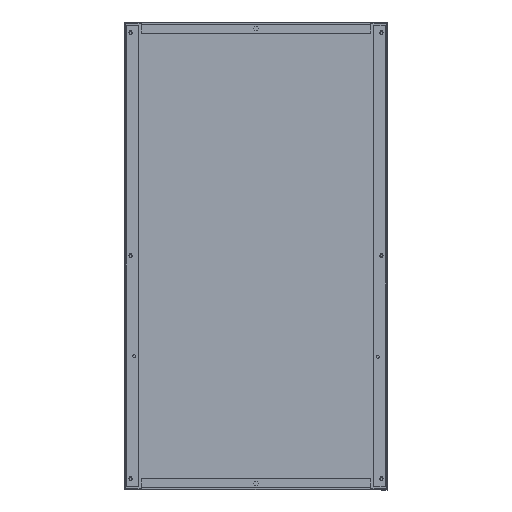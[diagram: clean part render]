
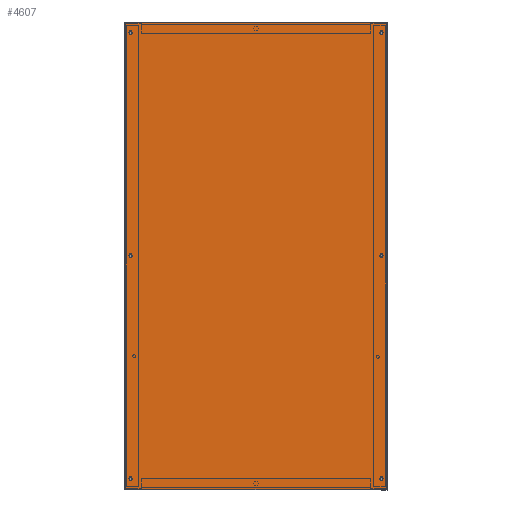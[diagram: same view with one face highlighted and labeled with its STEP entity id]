
A CAD part, top view. The second image highlights one B-rep face of the part: STEP entity #4607.
In plain terms, the highlighted planar face has unit normal (0, 0, 1).
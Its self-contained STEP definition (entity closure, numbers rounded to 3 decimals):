
#4607=ADVANCED_FACE('',(#14458,#14460,#14462,#14464,#14466,#14468,#14470),#14472,
.T.);
#14458=FACE_BOUND('',#14459,.T.);
#14459=EDGE_LOOP('',(#22809,#22810,#22811,#22812,#22813,#22814,#22815,#22816));
#14460=FACE_BOUND('',#14461,.T.);
#14461=EDGE_LOOP('',(#22817));
#14462=FACE_BOUND('',#14463,.T.);
#14463=EDGE_LOOP('',(#22818));
#14464=FACE_BOUND('',#14465,.T.);
#14465=EDGE_LOOP('',(#22819));
#14466=FACE_BOUND('',#14467,.T.);
#14467=EDGE_LOOP('',(#22820));
#14468=FACE_BOUND('',#14469,.T.);
#14469=EDGE_LOOP('',(#22821));
#14470=FACE_BOUND('',#14471,.T.);
#14471=EDGE_LOOP('',(#22822));
#14472=PLANE('',#14473);
#14473=AXIS2_PLACEMENT_3D('',#14474,#14475,#14476);
#14474=CARTESIAN_POINT('',(3193.528,2885.996,0.));
#14475=DIRECTION('',(0.,0.,1.));
#14476=DIRECTION('',(1.,0.,0.));
#22809=ORIENTED_EDGE('',*,*,#27689,.T.);
#22810=ORIENTED_EDGE('',*,*,#27690,.T.);
#22811=ORIENTED_EDGE('',*,*,#27691,.T.);
#22812=ORIENTED_EDGE('',*,*,#27692,.T.);
#22813=ORIENTED_EDGE('',*,*,#27693,.T.);
#22814=ORIENTED_EDGE('',*,*,#27694,.F.);
#22815=ORIENTED_EDGE('',*,*,#27695,.T.);
#22816=ORIENTED_EDGE('',*,*,#27696,.F.);
#22817=ORIENTED_EDGE('',*,*,#27677,.F.);
#22818=ORIENTED_EDGE('',*,*,#27679,.F.);
#22819=ORIENTED_EDGE('',*,*,#27681,.F.);
#22820=ORIENTED_EDGE('',*,*,#27683,.F.);
#22821=ORIENTED_EDGE('',*,*,#27685,.F.);
#22822=ORIENTED_EDGE('',*,*,#27687,.F.);
#27677=EDGE_CURVE('',#31408,#31408,#31409,.T.);
#27679=EDGE_CURVE('',#31412,#31412,#31413,.T.);
#27681=EDGE_CURVE('',#31416,#31416,#31417,.T.);
#27683=EDGE_CURVE('',#31420,#31420,#31421,.T.);
#27685=EDGE_CURVE('',#31424,#31424,#31425,.T.);
#27687=EDGE_CURVE('',#31428,#31428,#31429,.T.);
#27689=EDGE_CURVE('',#31432,#31433,#31434,.T.);
#27690=EDGE_CURVE('',#31433,#31435,#31436,.T.);
#27691=EDGE_CURVE('',#31435,#31437,#31438,.T.);
#27692=EDGE_CURVE('',#31437,#31439,#31440,.T.);
#27693=EDGE_CURVE('',#31439,#31441,#31442,.T.);
#27694=EDGE_CURVE('',#31443,#31441,#31444,.T.);
#27695=EDGE_CURVE('',#31443,#31445,#31446,.T.);
#27696=EDGE_CURVE('',#31432,#31445,#31447,.T.);
#31408=VERTEX_POINT('',#39605);
#31409=CIRCLE('',#39606,2.25);
#31412=VERTEX_POINT('',#39615);
#31413=CIRCLE('',#39616,2.25);
#31416=VERTEX_POINT('',#39625);
#31417=CIRCLE('',#39626,2.25);
#31420=VERTEX_POINT('',#39635);
#31421=CIRCLE('',#39636,2.25);
#31424=VERTEX_POINT('',#39645);
#31425=CIRCLE('',#39646,2.25);
#31428=VERTEX_POINT('',#39655);
#31429=CIRCLE('',#39656,2.25);
#31432=VERTEX_POINT('',#39665);
#31433=VERTEX_POINT('',#39666);
#31434=CIRCLE('',#39667,1.5);
#31435=VERTEX_POINT('',#39671);
#31436=LINE('',#39672,#39673);
#31437=VERTEX_POINT('',#39675);
#31438=CIRCLE('',#39676,1.5);
#31439=VERTEX_POINT('',#39680);
#31440=LINE('',#39681,#39682);
#31441=VERTEX_POINT('',#39684);
#31442=CIRCLE('',#39685,1.5);
#31443=VERTEX_POINT('',#39689);
#31444=LINE('',#39690,#39691);
#31445=VERTEX_POINT('',#39693);
#31446=CIRCLE('',#39694,1.5);
#31447=LINE('',#39698,#39699);
#39605=CARTESIAN_POINT('',(3591.492,2526.261,0.));
#39606=AXIS2_PLACEMENT_3D('',#39607,#39608,#39609);
#39607=CARTESIAN_POINT('',(3589.242,2526.261,0.));
#39608=DIRECTION('',(0.,0.,1.));
#39609=DIRECTION('',(-1.,0.,0.));
#39615=CARTESIAN_POINT('',(3205.012,2526.261,0.));
#39616=AXIS2_PLACEMENT_3D('',#39617,#39618,#39619);
#39617=CARTESIAN_POINT('',(3202.762,2526.261,0.));
#39618=DIRECTION('',(0.,0.,1.));
#39619=DIRECTION('',(-1.,0.,0.));
#39625=CARTESIAN_POINT('',(3205.012,2182.5,0.));
#39626=AXIS2_PLACEMENT_3D('',#39627,#39628,#39629);
#39627=CARTESIAN_POINT('',(3202.762,2182.5,0.));
#39628=DIRECTION('',(0.,0.,1.));
#39629=DIRECTION('',(-1.,0.,0.));
#39635=CARTESIAN_POINT('',(3591.492,2182.5,0.));
#39636=AXIS2_PLACEMENT_3D('',#39637,#39638,#39639);
#39637=CARTESIAN_POINT('',(3589.242,2182.5,0.));
#39638=DIRECTION('',(0.,0.,1.));
#39639=DIRECTION('',(-1.,0.,0.));
#39645=CARTESIAN_POINT('',(3591.492,2870.022,0.));
#39646=AXIS2_PLACEMENT_3D('',#39647,#39648,#39649);
#39647=CARTESIAN_POINT('',(3589.242,2870.022,0.));
#39648=DIRECTION('',(0.,0.,1.));
#39649=DIRECTION('',(-1.,0.,0.));
#39655=CARTESIAN_POINT('',(3205.012,2870.022,0.));
#39656=AXIS2_PLACEMENT_3D('',#39657,#39658,#39659);
#39657=CARTESIAN_POINT('',(3202.762,2870.022,0.));
#39658=DIRECTION('',(0.,0.,1.));
#39659=DIRECTION('',(-1.,0.,0.));
#39665=CARTESIAN_POINT('',(3194.938,2885.486,0.));
#39666=CARTESIAN_POINT('',(3194.117,2884.617,0.));
#39667=AXIS2_PLACEMENT_3D('',#39668,#39669,#39670);
#39668=CARTESIAN_POINT('',(3193.528,2885.996,0.));
#39669=DIRECTION('',(0.,0.,-1.));
#39670=DIRECTION('',(0.94,-0.34,0.));
#39671=CARTESIAN_POINT('',(3194.117,2167.906,0.));
#39672=CARTESIAN_POINT('',(3194.117,2884.617,0.));
#39673=VECTOR('',#39674,1.);
#39674=DIRECTION('',(0.,-1.,0.));
#39675=CARTESIAN_POINT('',(3194.938,2167.037,0.));
#39676=AXIS2_PLACEMENT_3D('',#39677,#39678,#39679);
#39677=CARTESIAN_POINT('',(3193.528,2166.526,0.));
#39678=DIRECTION('',(0.,0.,-1.));
#39679=DIRECTION('',(0.393,0.92,0.));
#39680=CARTESIAN_POINT('',(3597.065,2167.037,0.));
#39681=CARTESIAN_POINT('',(3194.938,2167.037,0.));
#39682=VECTOR('',#39683,1.);
#39683=DIRECTION('',(1.,0.,0.));
#39684=CARTESIAN_POINT('',(3597.887,2167.906,0.));
#39685=AXIS2_PLACEMENT_3D('',#39686,#39687,#39688);
#39686=CARTESIAN_POINT('',(3598.476,2166.526,0.));
#39687=DIRECTION('',(0.,0.,-1.));
#39688=DIRECTION('',(-0.94,0.34,0.));
#39689=CARTESIAN_POINT('',(3597.887,2884.617,0.));
#39690=CARTESIAN_POINT('',(3597.887,2884.617,0.));
#39691=VECTOR('',#39692,1.);
#39692=DIRECTION('',(0.,-1.,0.));
#39693=CARTESIAN_POINT('',(3597.065,2885.486,0.));
#39694=AXIS2_PLACEMENT_3D('',#39695,#39696,#39697);
#39695=CARTESIAN_POINT('',(3598.476,2885.996,0.));
#39696=DIRECTION('',(0.,0.,-1.));
#39697=DIRECTION('',(-0.393,-0.92,0.));
#39698=CARTESIAN_POINT('',(3194.938,2885.486,0.));
#39699=VECTOR('',#39700,1.);
#39700=DIRECTION('',(1.,0.,0.));
